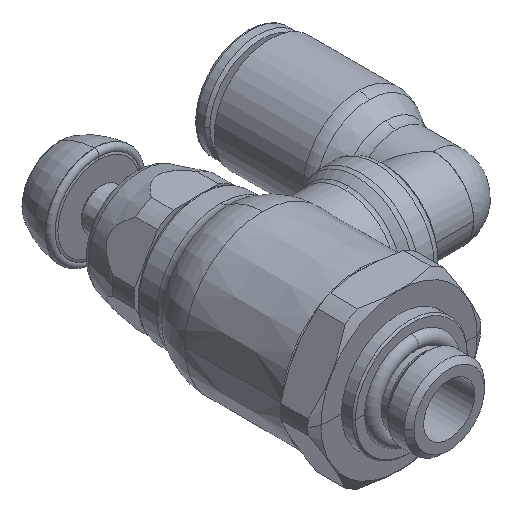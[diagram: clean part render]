
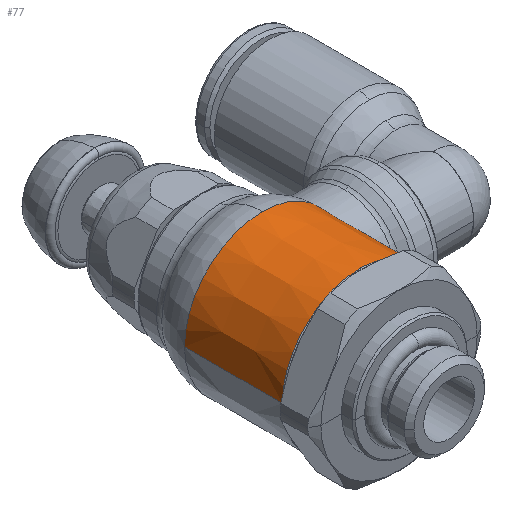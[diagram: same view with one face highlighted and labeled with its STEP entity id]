
A CAD part, isometric view. The second image highlights one B-rep face of the part: STEP entity #77.
In plain terms, the highlighted conical face has half-angle 0.066 degrees and reference radius 9.493 mm.
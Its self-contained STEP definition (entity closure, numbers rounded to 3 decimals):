
#77=ADVANCED_FACE('',(#277),#278,.T.);
#277=FACE_OUTER_BOUND('',#628,.T.);
#278=CONICAL_SURFACE('',#629,9.493,0.001);
#628=EDGE_LOOP('',(#1155,#1156,#1157,#1158,#1159,#1160,#1161,#1162,#1163,#1164,#1165,#1166));
#629=AXIS2_PLACEMENT_3D('',#1167,#1168,#1169);
#1155=ORIENTED_EDGE('',*,*,#2411,.F.);
#1156=ORIENTED_EDGE('',*,*,#2412,.T.);
#1157=ORIENTED_EDGE('',*,*,#2413,.F.);
#1158=ORIENTED_EDGE('',*,*,#2414,.T.);
#1159=ORIENTED_EDGE('',*,*,#2415,.F.);
#1160=ORIENTED_EDGE('',*,*,#2416,.T.);
#1161=ORIENTED_EDGE('',*,*,#2417,.F.);
#1162=ORIENTED_EDGE('',*,*,#2418,.T.);
#1163=ORIENTED_EDGE('',*,*,#2419,.F.);
#1164=ORIENTED_EDGE('',*,*,#2420,.T.);
#1165=ORIENTED_EDGE('',*,*,#2409,.F.);
#1166=ORIENTED_EDGE('',*,*,#2421,.F.);
#1167=CARTESIAN_POINT('',(0.0,16.744,0.0));
#1168=DIRECTION('',(-0.0,-1.0,-0.0));
#1169=DIRECTION('',(-1.0,0.0,0.0));
#2409=EDGE_CURVE('',#2964,#2966,#2967,.T.);
#2411=EDGE_CURVE('',#2969,#2970,#2971,.T.);
#2412=EDGE_CURVE('',#2969,#2972,#2973,.T.);
#2413=EDGE_CURVE('',#2974,#2972,#2975,.T.);
#2414=EDGE_CURVE('',#2974,#2976,#2977,.T.);
#2415=EDGE_CURVE('',#2978,#2976,#2979,.T.);
#2416=EDGE_CURVE('',#2978,#2980,#2981,.T.);
#2417=EDGE_CURVE('',#2982,#2980,#2983,.T.);
#2418=EDGE_CURVE('',#2982,#2984,#2985,.T.);
#2419=EDGE_CURVE('',#2986,#2984,#2987,.T.);
#2420=EDGE_CURVE('',#2986,#2966,#2988,.T.);
#2421=EDGE_CURVE('',#2970,#2964,#2989,.T.);
#2964=VERTEX_POINT('',#3733);
#2966=VERTEX_POINT('',#3735);
#2967=CIRCLE('',#3736,9.486);
#2969=VERTEX_POINT('',#3769);
#2970=VERTEX_POINT('',#3770);
#2971=LINE('',#3771,#3772);
#2972=VERTEX_POINT('',#3773);
#2973=CIRCLE('',#3774,9.5);
#2974=VERTEX_POINT('',#3775);
#2975=(B_SPLINE_CURVE(2,(#3777,#3778,#3779),.UNSPECIFIED.,.F.,.F.)B_SPLINE_CURVE_WITH_KNOTS((3,3),(0.0,0.024),.UNSPECIFIED.)RATIONAL_B_SPLINE_CURVE((1.0,1.,1.0))BOUNDED_CURVE()REPRESENTATION_ITEM('')GEOMETRIC_REPRESENTATION_ITEM()CURVE());
#2976=VERTEX_POINT('',#3786);
#2977=CIRCLE('',#3787,9.5);
#2978=VERTEX_POINT('',#3788);
#2979=(B_SPLINE_CURVE(2,(#3790,#3791,#3792),.UNSPECIFIED.,.F.,.F.)B_SPLINE_CURVE_WITH_KNOTS((3,3),(0.0,0.024),.UNSPECIFIED.)RATIONAL_B_SPLINE_CURVE((1.0,1.,1.0))BOUNDED_CURVE()REPRESENTATION_ITEM('')GEOMETRIC_REPRESENTATION_ITEM()CURVE());
#2980=VERTEX_POINT('',#3799);
#2981=CIRCLE('',#3800,9.5);
#2982=VERTEX_POINT('',#3801);
#2983=(B_SPLINE_CURVE(2,(#3803,#3804,#3805),.UNSPECIFIED.,.F.,.F.)B_SPLINE_CURVE_WITH_KNOTS((3,3),(0.0,0.024),.UNSPECIFIED.)RATIONAL_B_SPLINE_CURVE((1.0,1.,1.0))BOUNDED_CURVE()REPRESENTATION_ITEM('')GEOMETRIC_REPRESENTATION_ITEM()CURVE());
#2984=VERTEX_POINT('',#3812);
#2985=CIRCLE('',#3813,9.5);
#2986=VERTEX_POINT('',#3814);
#2987=LINE('',#3815,#3816);
#2988=B_SPLINE_CURVE_WITH_KNOTS('',3,(#3817,#3818,#3819,#3820,#3821,#3822,#3823,#3824,#3825,#3826,#3827,#3828,#3829,#3830,#3831,#3832,#3833,#3834,#3835,#3836,#3837,#3838,#3839,#3840,#3841,#3842,#3843,#3844,#3845,#3846,#3847,#3848,#3849,#3850),.UNSPECIFIED.,.F.,.F.,(4,2,2,2,2,2,2,2,2,2,2,2,2,2,2,2,4),(0.0,1.232,2.464,3.695,4.927,6.146,7.365,8.584,9.803,11.022,12.241,13.46,14.679,15.911,17.143,18.375,19.606),.UNSPECIFIED.);
#2989=CIRCLE('',#3851,9.486);
#3733=CARTESIAN_POINT('',(0.,22.702,9.486));
#3735=CARTESIAN_POINT('',(7.157,22.702,6.226));
#3736=AXIS2_PLACEMENT_3D('',#9801,#9802,#9803);
#3769=CARTESIAN_POINT('',(-9.5,10.786,0.));
#3770=CARTESIAN_POINT('',(-9.486,22.702,0.));
#3771=CARTESIAN_POINT('',(-9.493,16.744,0.));
#3772=VECTOR('',#9804,1.0);
#3773=CARTESIAN_POINT('',(-8.233,10.786,4.741));
#3774=AXIS2_PLACEMENT_3D('',#9805,#9806,#9807);
#3775=CARTESIAN_POINT('',(-8.222,10.786,4.759));
#3777=CARTESIAN_POINT('',(-8.222,10.786,4.759));
#3778=CARTESIAN_POINT('',(-8.227,10.796,4.75));
#3779=CARTESIAN_POINT('',(-8.233,10.786,4.741));
#3786=CARTESIAN_POINT('',(-0.011,10.786,9.5));
#3787=AXIS2_PLACEMENT_3D('',#9808,#9809,#9810);
#3788=CARTESIAN_POINT('',(0.011,10.786,9.5));
#3790=CARTESIAN_POINT('',(0.011,10.786,9.5));
#3791=CARTESIAN_POINT('',(0.,10.796,9.5));
#3792=CARTESIAN_POINT('',(-0.011,10.786,9.5));
#3799=CARTESIAN_POINT('',(8.222,10.786,4.759));
#3800=AXIS2_PLACEMENT_3D('',#9811,#9812,#9813);
#3801=CARTESIAN_POINT('',(8.233,10.786,4.741));
#3803=CARTESIAN_POINT('',(8.233,10.786,4.741));
#3804=CARTESIAN_POINT('',(8.227,10.796,4.75));
#3805=CARTESIAN_POINT('',(8.222,10.786,4.759));
#3812=CARTESIAN_POINT('',(9.5,10.786,0.));
#3813=AXIS2_PLACEMENT_3D('',#9814,#9815,#9816);
#3814=CARTESIAN_POINT('',(9.493,17.0,0.));
#3815=CARTESIAN_POINT('',(9.493,16.744,0.));
#3816=VECTOR('',#9817,1.0);
#3817=CARTESIAN_POINT('',(7.136,23.255,-6.25));
#3818=CARTESIAN_POINT('',(7.136,22.844,-6.25));
#3819=CARTESIAN_POINT('',(7.173,22.427,-6.21));
#3820=CARTESIAN_POINT('',(7.313,21.608,-6.045));
#3821=CARTESIAN_POINT('',(7.417,21.207,-5.921));
#3822=CARTESIAN_POINT('',(7.663,20.443,-5.6));
#3823=CARTESIAN_POINT('',(7.806,20.081,-5.402));
#3824=CARTESIAN_POINT('',(8.102,19.411,-4.949));
#3825=CARTESIAN_POINT('',(8.255,19.104,-4.693));
#3826=CARTESIAN_POINT('',(8.54,18.563,-4.152));
#3827=CARTESIAN_POINT('',(8.684,18.308,-3.847));
#3828=CARTESIAN_POINT('',(8.951,17.853,-3.178));
#3829=CARTESIAN_POINT('',(9.074,17.653,-2.813));
#3830=CARTESIAN_POINT('',(9.278,17.33,-2.046));
#3831=CARTESIAN_POINT('',(9.359,17.205,-1.642));
#3832=CARTESIAN_POINT('',(9.466,17.04,-0.822));
#3833=CARTESIAN_POINT('',(9.493,17.0,-0.406));
#3834=CARTESIAN_POINT('',(9.493,17.0,0.406));
#3835=CARTESIAN_POINT('',(9.466,17.04,0.822));
#3836=CARTESIAN_POINT('',(9.359,17.205,1.642));
#3837=CARTESIAN_POINT('',(9.278,17.33,2.046));
#3838=CARTESIAN_POINT('',(9.074,17.653,2.813));
#3839=CARTESIAN_POINT('',(8.951,17.853,3.178));
#3840=CARTESIAN_POINT('',(8.684,18.308,3.847));
#3841=CARTESIAN_POINT('',(8.54,18.563,4.152));
#3842=CARTESIAN_POINT('',(8.255,19.104,4.693));
#3843=CARTESIAN_POINT('',(8.102,19.411,4.949));
#3844=CARTESIAN_POINT('',(7.806,20.081,5.402));
#3845=CARTESIAN_POINT('',(7.663,20.443,5.6));
#3846=CARTESIAN_POINT('',(7.417,21.207,5.921));
#3847=CARTESIAN_POINT('',(7.313,21.608,6.045));
#3848=CARTESIAN_POINT('',(7.173,22.427,6.21));
#3849=CARTESIAN_POINT('',(7.136,22.844,6.25));
#3850=CARTESIAN_POINT('',(7.136,23.255,6.25));
#3851=AXIS2_PLACEMENT_3D('',#9818,#9819,#9820);
#9801=CARTESIAN_POINT('',(0.0,22.702,0.0));
#9802=DIRECTION('',(0.0,1.0,0.0));
#9803=DIRECTION('',(-1.0,0.0,0.0));
#9804=DIRECTION('',(0.001,1.,0.));
#9805=CARTESIAN_POINT('',(0.0,10.786,0.0));
#9806=DIRECTION('',(0.0,1.0,0.0));
#9807=DIRECTION('',(-1.0,0.0,0.0));
#9808=CARTESIAN_POINT('',(0.0,10.786,0.0));
#9809=DIRECTION('',(0.0,1.0,0.0));
#9810=DIRECTION('',(-1.0,0.0,0.0));
#9811=CARTESIAN_POINT('',(0.0,10.786,0.0));
#9812=DIRECTION('',(0.0,1.0,0.0));
#9813=DIRECTION('',(-1.0,0.0,0.0));
#9814=CARTESIAN_POINT('',(0.0,10.786,0.0));
#9815=DIRECTION('',(0.0,1.0,0.0));
#9816=DIRECTION('',(-1.0,0.0,0.0));
#9817=DIRECTION('',(0.001,-1.,0.));
#9818=CARTESIAN_POINT('',(0.0,22.702,0.0));
#9819=DIRECTION('',(0.0,1.0,0.0));
#9820=DIRECTION('',(-1.0,0.0,0.0));
